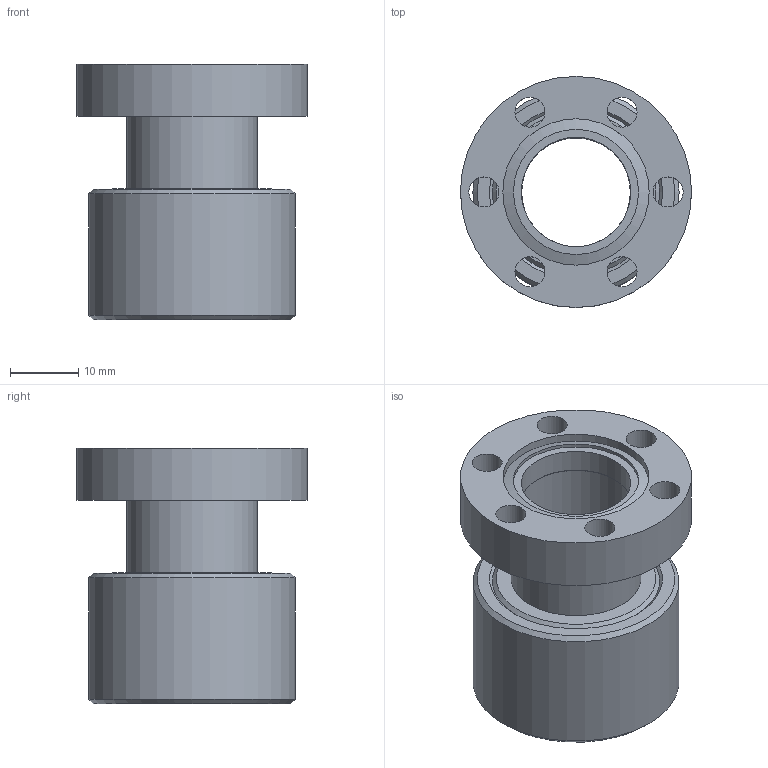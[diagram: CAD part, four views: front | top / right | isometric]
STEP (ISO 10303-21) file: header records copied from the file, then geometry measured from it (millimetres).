
FILE_DESCRIPTION(/* description */ (''),/* implementation_level */ '2;1');
FILE_NAME(/* name */ '5000603a.stp',/* time_stamp */ '2019-07-18T07:38:46-04:00',/* author */ ('Glen_C'),/* organization */ (''),/* preprocessor_version */ 'ST-DEVELOPER v16.13',/* originating_system */ 'Autodesk Inventor 2018',/* authorisation */ '');
FILE_SCHEMA (('AUTOMOTIVE_DESIGN { 1 0 10303 214 3 1 1 }'));
Length unit declared in the file: inch
Products named in the file (1): 5000603_S
Bounding box: 33.78 x 33.78 x 37.36 mm (x, y, z)
Volume: 14670.8 mm3; surface area: 9662.9 mm2
Topology: 1 solids, 4 shells, 44 faces, 90 edges, 58 vertices
Faces by surface type: cylinder 22, plane 12, cone 6, torus 4
Full cylindrical faces by diameter (mm): 4.394 x6, 15.875 x1, 16.002 x1, 16.256 x3, 18.288 x1, 19.05 x1, 19.177 x1, 20.625 x2, 21.387 x1, 23.368 x2, 24.028 x1, 30.15 x1, 33.782 x1
Entity records: 1108 total; most frequent: DIRECTION 192, CARTESIAN_POINT 147, ORIENTED_EDGE 102, EDGE_LOOP 100, AXIS2_PLACEMENT_3D 96, FACE_BOUND 56, CIRCLE 51, VERTEX_POINT 51
